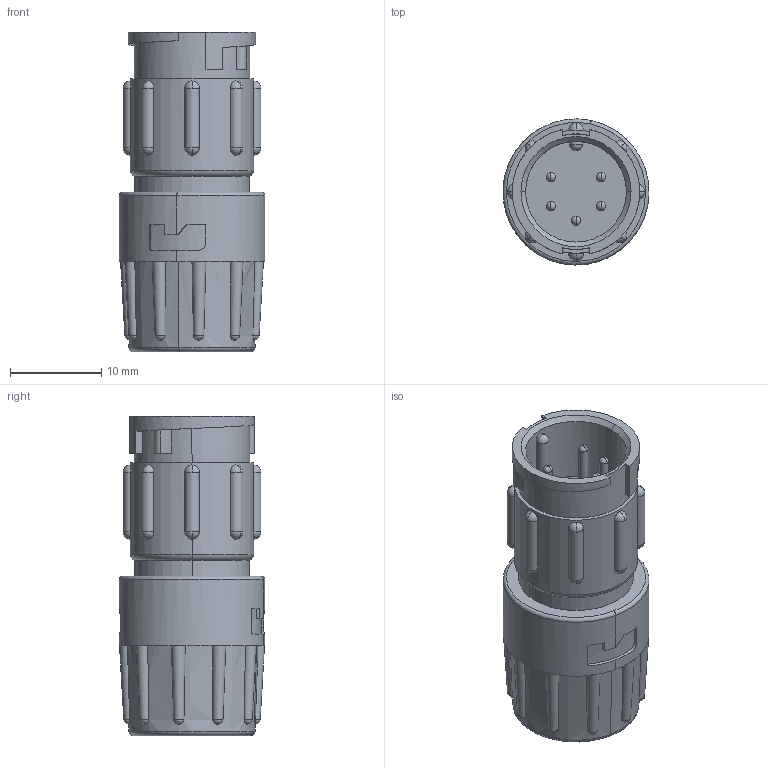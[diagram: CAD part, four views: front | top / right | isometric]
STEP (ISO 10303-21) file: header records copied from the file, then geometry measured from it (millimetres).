
FILE_DESCRIPTION (( 'STEP AP203' ), '1' );
FILE_NAME ('8280-5PG-311.STEP', '2015-11-17T23:19:25', ( '' ), ( '' ), 'SwSTEP 2.0', 'SolidWorks 2014', '' );
FILE_SCHEMA (( 'CONFIG_CONTROL_DESIGN' ));
Length unit declared in the file: inch
Products named in the file (1): 8280-5PG-311
Bounding box: 16 x 16 x 35 mm (x, y, z)
Volume: 4827.4 mm3; surface area: 2564.3 mm2
Topology: 1 solids, 1 shells, 170 faces, 508 edges, 324 vertices
Faces by surface type: plane 48, cylinder 47, sphere 43, bspline 22, torus 6, cone 4
Entity records: 9488 total; most frequent: CARTESIAN_POINT 5477, ORIENTED_EDGE 884, DIRECTION 747, EDGE_CURVE 442, AXIS2_PLACEMENT_3D 314, VERTEX_POINT 291, EDGE_LOOP 187, ADVANCED_FACE 170
